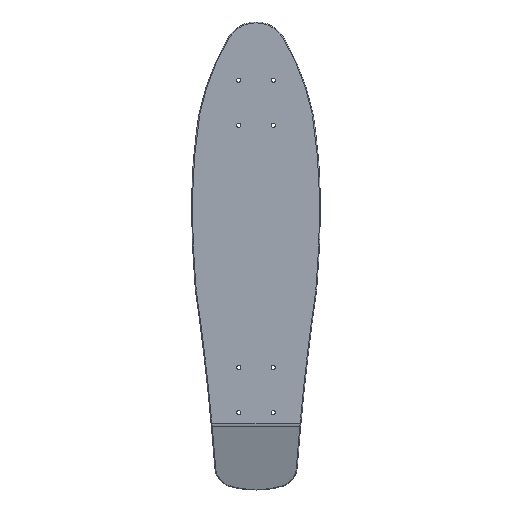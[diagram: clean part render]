
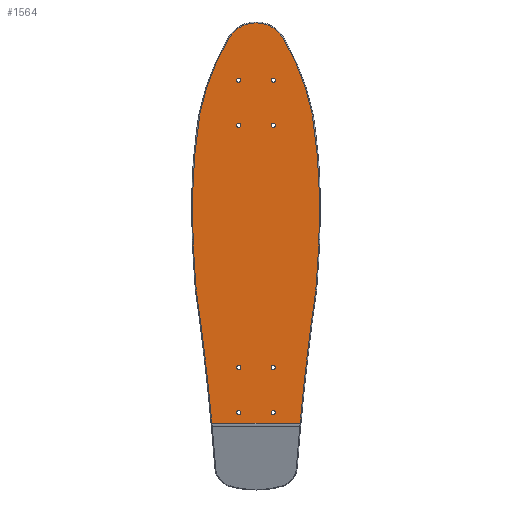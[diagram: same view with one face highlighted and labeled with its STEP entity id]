
A CAD part, front view. The second image highlights one B-rep face of the part: STEP entity #1564.
In plain terms, the highlighted planar face has unit normal (0, -1, 0).
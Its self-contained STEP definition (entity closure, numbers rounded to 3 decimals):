
#143=FACE_BOUND('',#462,.T.);
#144=FACE_BOUND('',#463,.T.);
#145=FACE_BOUND('',#464,.T.);
#146=FACE_BOUND('',#465,.T.);
#147=FACE_BOUND('',#466,.T.);
#148=FACE_BOUND('',#467,.T.);
#149=FACE_BOUND('',#468,.T.);
#150=FACE_BOUND('',#469,.T.);
#180=LINE('',#2905,#227);
#227=VECTOR('',#2031,10.);
#353=FACE_OUTER_BOUND('',#461,.T.);
#461=EDGE_LOOP('',(#1267,#1268,#1269,#1270,#1271,#1272,#1273,#1274,#1275,
#1276,#1277));
#462=EDGE_LOOP('',(#1278));
#463=EDGE_LOOP('',(#1279));
#464=EDGE_LOOP('',(#1280));
#465=EDGE_LOOP('',(#1281));
#466=EDGE_LOOP('',(#1282));
#467=EDGE_LOOP('',(#1283));
#468=EDGE_LOOP('',(#1284));
#469=EDGE_LOOP('',(#1285));
#567=CIRCLE('',#1732,3063.584);
#568=CIRCLE('',#1734,3162.749);
#571=CIRCLE('',#1738,719.734);
#572=CIRCLE('',#1740,294.952);
#577=CIRCLE('',#1746,37.808);
#580=CIRCLE('',#1750,37.808);
#582=CIRCLE('',#1753,294.952);
#583=CIRCLE('',#1755,719.734);
#586=CIRCLE('',#1759,3162.749);
#587=CIRCLE('',#1761,3063.584);
#589=CIRCLE('',#1769,2.5);
#590=CIRCLE('',#1770,2.5);
#591=CIRCLE('',#1771,2.5);
#592=CIRCLE('',#1772,2.5);
#593=CIRCLE('',#1773,2.5);
#594=CIRCLE('',#1774,2.5);
#595=CIRCLE('',#1775,2.5);
#596=CIRCLE('',#1776,2.5);
#699=VERTEX_POINT('',#2869);
#701=VERTEX_POINT('',#2897);
#715=VERTEX_POINT('',#3056);
#716=VERTEX_POINT('',#3071);
#717=VERTEX_POINT('',#3076);
#718=VERTEX_POINT('',#3091);
#720=VERTEX_POINT('',#3097);
#722=VERTEX_POINT('',#3103);
#724=VERTEX_POINT('',#3110);
#725=VERTEX_POINT('',#3125);
#726=VERTEX_POINT('',#3130);
#731=VERTEX_POINT('',#3336);
#732=VERTEX_POINT('',#3338);
#733=VERTEX_POINT('',#3340);
#734=VERTEX_POINT('',#3342);
#735=VERTEX_POINT('',#3344);
#736=VERTEX_POINT('',#3346);
#737=VERTEX_POINT('',#3348);
#738=VERTEX_POINT('',#3350);
#872=EDGE_CURVE('',#699,#701,#180,.T.);
#894=EDGE_CURVE('',#701,#715,#567,.T.);
#896=EDGE_CURVE('',#715,#716,#568,.T.);
#899=EDGE_CURVE('',#716,#717,#571,.T.);
#901=EDGE_CURVE('',#717,#718,#572,.T.);
#906=EDGE_CURVE('',#718,#720,#577,.T.);
#909=EDGE_CURVE('',#720,#722,#580,.T.);
#911=EDGE_CURVE('',#722,#724,#582,.T.);
#913=EDGE_CURVE('',#724,#725,#583,.T.);
#916=EDGE_CURVE('',#725,#726,#586,.T.);
#918=EDGE_CURVE('',#726,#699,#587,.T.);
#928=EDGE_CURVE('',#731,#731,#589,.T.);
#929=EDGE_CURVE('',#732,#732,#590,.T.);
#930=EDGE_CURVE('',#733,#733,#591,.T.);
#931=EDGE_CURVE('',#734,#734,#592,.T.);
#932=EDGE_CURVE('',#735,#735,#593,.T.);
#933=EDGE_CURVE('',#736,#736,#594,.T.);
#934=EDGE_CURVE('',#737,#737,#595,.T.);
#935=EDGE_CURVE('',#738,#738,#596,.T.);
#1267=ORIENTED_EDGE('',*,*,#872,.F.);
#1268=ORIENTED_EDGE('',*,*,#918,.F.);
#1269=ORIENTED_EDGE('',*,*,#916,.F.);
#1270=ORIENTED_EDGE('',*,*,#913,.F.);
#1271=ORIENTED_EDGE('',*,*,#911,.F.);
#1272=ORIENTED_EDGE('',*,*,#909,.F.);
#1273=ORIENTED_EDGE('',*,*,#906,.F.);
#1274=ORIENTED_EDGE('',*,*,#901,.F.);
#1275=ORIENTED_EDGE('',*,*,#899,.F.);
#1276=ORIENTED_EDGE('',*,*,#896,.F.);
#1277=ORIENTED_EDGE('',*,*,#894,.F.);
#1278=ORIENTED_EDGE('',*,*,#928,.T.);
#1279=ORIENTED_EDGE('',*,*,#929,.T.);
#1280=ORIENTED_EDGE('',*,*,#930,.T.);
#1281=ORIENTED_EDGE('',*,*,#931,.T.);
#1282=ORIENTED_EDGE('',*,*,#932,.T.);
#1283=ORIENTED_EDGE('',*,*,#933,.T.);
#1284=ORIENTED_EDGE('',*,*,#934,.T.);
#1285=ORIENTED_EDGE('',*,*,#935,.T.);
#1500=PLANE('',#1768);
#1564=ADVANCED_FACE('',(#353,#143,#144,#145,#146,#147,#148,#149,#150),#1500,
 .F.);
#1732=AXIS2_PLACEMENT_3D('',#3057,#2084,#2085);
#1734=AXIS2_PLACEMENT_3D('',#3072,#2088,#2089);
#1738=AXIS2_PLACEMENT_3D('',#3077,#2096,#2097);
#1740=AXIS2_PLACEMENT_3D('',#3092,#2100,#2101);
#1746=AXIS2_PLACEMENT_3D('',#3101,#2112,#2113);
#1750=AXIS2_PLACEMENT_3D('',#3107,#2120,#2121);
#1753=AXIS2_PLACEMENT_3D('',#3111,#2126,#2127);
#1755=AXIS2_PLACEMENT_3D('',#3126,#2130,#2131);
#1759=AXIS2_PLACEMENT_3D('',#3131,#2138,#2139);
#1761=AXIS2_PLACEMENT_3D('',#3145,#2142,#2143);
#1768=AXIS2_PLACEMENT_3D('',#3335,#2156,#2157);
#1769=AXIS2_PLACEMENT_3D('',#3337,#2158,#2159);
#1770=AXIS2_PLACEMENT_3D('',#3339,#2160,#2161);
#1771=AXIS2_PLACEMENT_3D('',#3341,#2162,#2163);
#1772=AXIS2_PLACEMENT_3D('',#3343,#2164,#2165);
#1773=AXIS2_PLACEMENT_3D('',#3345,#2166,#2167);
#1774=AXIS2_PLACEMENT_3D('',#3347,#2168,#2169);
#1775=AXIS2_PLACEMENT_3D('',#3349,#2170,#2171);
#1776=AXIS2_PLACEMENT_3D('',#3351,#2172,#2173);
#2031=DIRECTION('',(-1.,0.,0.));
#2084=DIRECTION('center_axis',(0.,-1.,0.));
#2085=DIRECTION('ref_axis',(0.993,0.,0.117));
#2088=DIRECTION('center_axis',(0.,1.,0.));
#2089=DIRECTION('ref_axis',(-0.998,0.,-0.06));
#2096=DIRECTION('center_axis',(0.,1.,0.));
#2097=DIRECTION('ref_axis',(-0.999,0.,0.054));
#2100=DIRECTION('center_axis',(0.,1.,0.));
#2101=DIRECTION('ref_axis',(-0.934,0.,0.356));
#2112=DIRECTION('center_axis',(0.,1.,0.));
#2113=DIRECTION('ref_axis',(-0.498,0.,0.867));
#2120=DIRECTION('center_axis',(0.,1.,0.));
#2121=DIRECTION('ref_axis',(0.498,0.,0.867));
#2126=DIRECTION('center_axis',(0.,1.,0.));
#2127=DIRECTION('ref_axis',(0.934,0.,0.356));
#2130=DIRECTION('center_axis',(0.,1.,0.));
#2131=DIRECTION('ref_axis',(0.999,0.,0.054));
#2138=DIRECTION('center_axis',(0.,1.,0.));
#2139=DIRECTION('ref_axis',(0.998,0.,-0.06));
#2142=DIRECTION('center_axis',(0.,-1.,0.));
#2143=DIRECTION('ref_axis',(-0.993,0.,0.117));
#2156=DIRECTION('center_axis',(0.,1.,0.));
#2157=DIRECTION('ref_axis',(0.,0.,1.));
#2158=DIRECTION('center_axis',(0.,1.,0.));
#2159=DIRECTION('ref_axis',(-1.,0.,0.));
#2160=DIRECTION('center_axis',(0.,1.,0.));
#2161=DIRECTION('ref_axis',(-1.,0.,0.));
#2162=DIRECTION('center_axis',(0.,1.,0.));
#2163=DIRECTION('ref_axis',(-1.,0.,0.));
#2164=DIRECTION('center_axis',(0.,1.,0.));
#2165=DIRECTION('ref_axis',(-1.,0.,0.));
#2166=DIRECTION('center_axis',(0.,1.,0.));
#2167=DIRECTION('ref_axis',(-1.,0.,0.));
#2168=DIRECTION('center_axis',(0.,1.,0.));
#2169=DIRECTION('ref_axis',(-1.,0.,0.));
#2170=DIRECTION('center_axis',(0.,1.,0.));
#2171=DIRECTION('ref_axis',(-1.,0.,0.));
#2172=DIRECTION('center_axis',(0.,1.,0.));
#2173=DIRECTION('ref_axis',(-1.,0.,0.));
#2869=CARTESIAN_POINT('',(52.266,0.,-190.416));
#2897=CARTESIAN_POINT('',(-53.049,0.,-190.416));
#2905=CARTESIAN_POINT('',(37.304,0.,-190.416));
#3056=CARTESIAN_POINT('',(-71.949,0.,-30.287));
#3057=CARTESIAN_POINT('Origin',(-3103.91,0.,-469.329));
#3071=CARTESIAN_POINT('',(-75.492,0.,28.328));
#3072=CARTESIAN_POINT('Origin',(3083.131,0.,189.83));
#3076=CARTESIAN_POINT('',(-67.412,0.,178.665));
#3077=CARTESIAN_POINT('Origin',(643.303,0.,65.081));
#3091=CARTESIAN_POINT('',(-33.036,0.,268.747));
#3092=CARTESIAN_POINT('Origin',(221.639,0.,119.962));
#3097=CARTESIAN_POINT('',(-0.392,0.,287.483));
#3101=CARTESIAN_POINT('Origin',(-0.391,0.,249.675));
#3103=CARTESIAN_POINT('',(32.253,0.,268.747));
#3107=CARTESIAN_POINT('Origin',(-0.392,0.,249.675));
#3110=CARTESIAN_POINT('',(66.629,0.,178.665));
#3111=CARTESIAN_POINT('Origin',(-222.422,0.,119.962));
#3125=CARTESIAN_POINT('',(74.709,0.,28.328));
#3126=CARTESIAN_POINT('Origin',(-644.086,0.,65.081));
#3130=CARTESIAN_POINT('',(71.166,0.,-30.287));
#3131=CARTESIAN_POINT('Origin',(-3083.914,0.,189.83));
#3145=CARTESIAN_POINT('Origin',(3103.127,0.,-469.329));
#3335=CARTESIAN_POINT('Origin',(-0.392,0.,9.083));
#3336=CARTESIAN_POINT('',(-18.529,0.,219.075));
#3337=CARTESIAN_POINT('Origin',(-21.029,0.,219.075));
#3338=CARTESIAN_POINT('',(22.746,0.,219.075));
#3339=CARTESIAN_POINT('Origin',(20.246,0.,219.075));
#3340=CARTESIAN_POINT('',(-18.529,0.,165.1));
#3341=CARTESIAN_POINT('Origin',(-21.029,0.,165.1));
#3342=CARTESIAN_POINT('',(22.746,0.,165.1));
#3343=CARTESIAN_POINT('Origin',(20.246,0.,165.1));
#3344=CARTESIAN_POINT('',(-18.529,0.,-123.952));
#3345=CARTESIAN_POINT('Origin',(-21.029,0.,-123.952));
#3346=CARTESIAN_POINT('',(22.746,0.,-123.952));
#3347=CARTESIAN_POINT('Origin',(20.246,0.,-123.952));
#3348=CARTESIAN_POINT('',(-18.529,0.,-177.927));
#3349=CARTESIAN_POINT('Origin',(-21.029,0.,-177.927));
#3350=CARTESIAN_POINT('',(22.746,0.,-177.927));
#3351=CARTESIAN_POINT('Origin',(20.246,0.,-177.927));
